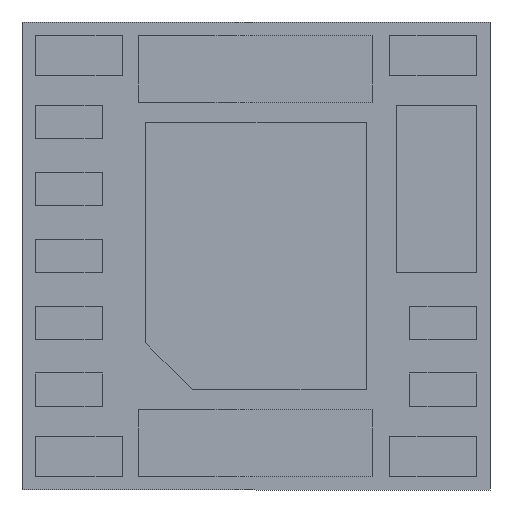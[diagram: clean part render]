
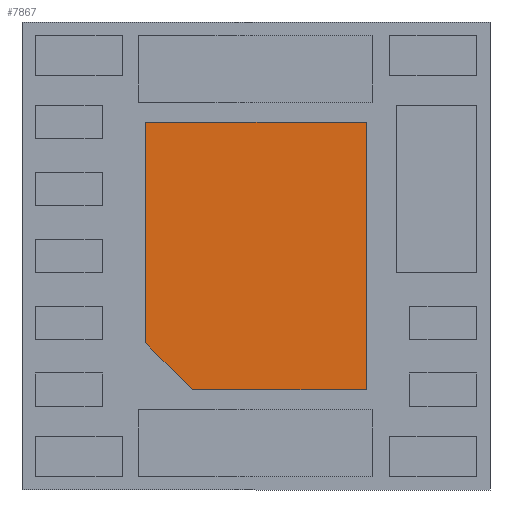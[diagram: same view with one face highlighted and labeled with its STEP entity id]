
A CAD part, front view. The second image highlights one B-rep face of the part: STEP entity #7867.
In plain terms, the highlighted planar face has unit normal (0, -1, 0).
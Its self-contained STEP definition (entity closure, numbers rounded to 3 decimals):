
#495 = EDGE_LOOP ( 'NONE', ( #5845, #7192, #2069, #6238, #6814 ) ) ;
#514 = LINE ( 'NONE', #3449, #5687 ) ;
#1007 = CARTESIAN_POINT ( 'NONE',  ( 0.825, 0., -1. ) ) ;
#1233 = VERTEX_POINT ( 'NONE', #1665 ) ;
#1665 = CARTESIAN_POINT ( 'NONE',  ( -0.475, 0., -1. ) ) ;
#1762 = VERTEX_POINT ( 'NONE', #7418 ) ;
#1832 = DIRECTION ( 'NONE',  ( 0., 0., -1. ) ) ;
#1833 = VECTOR ( 'NONE', #3101, 1000. ) ;
#2069 = ORIENTED_EDGE ( 'NONE', *, *, #3448, .T. ) ;
#2180 = VERTEX_POINT ( 'NONE', #6350 ) ;
#2420 = DIRECTION ( 'NONE',  ( 0., 0., 1. ) ) ;
#2535 = CARTESIAN_POINT ( 'NONE',  ( 0., 0., 0. ) ) ;
#2632 = VERTEX_POINT ( 'NONE', #1007 ) ;
#3101 = DIRECTION ( 'NONE',  ( -1., 0., 0. ) ) ;
#3365 = EDGE_CURVE ( 'NONE', #1233, #2632, #4098, .T. ) ;
#3448 = EDGE_CURVE ( 'NONE', #2180, #1762, #6888, .T. ) ;
#3449 = CARTESIAN_POINT ( 'NONE',  ( -0.475, 0., -1. ) ) ;
#3453 = DIRECTION ( 'NONE',  ( 1., 0., 0. ) ) ;
#3493 = VERTEX_POINT ( 'NONE', #5069 ) ;
#3516 = LINE ( 'NONE', #4807, #4475 ) ;
#3613 = PLANE ( 'NONE',  #7738 ) ;
#3996 = VECTOR ( 'NONE', #1832, 1000. ) ;
#4055 = DIRECTION ( 'NONE',  ( 0.707, 0., -0.707 ) ) ;
#4098 = LINE ( 'NONE', #7712, #6059 ) ;
#4183 = DIRECTION ( 'NONE',  ( 0., 1., 0. ) ) ;
#4333 = FACE_OUTER_BOUND ( 'NONE', #495, .T. ) ;
#4475 = VECTOR ( 'NONE', #7882, 1000. ) ;
#4807 = CARTESIAN_POINT ( 'NONE',  ( 0.825, 0., -1. ) ) ;
#5069 = CARTESIAN_POINT ( 'NONE',  ( -0.825, 0., -0.65 ) ) ;
#5195 = EDGE_CURVE ( 'NONE', #2632, #2180, #3516, .T. ) ;
#5497 = CARTESIAN_POINT ( 'NONE',  ( 0.825, 0., 1. ) ) ;
#5687 = VECTOR ( 'NONE', #4055, 1000. ) ;
#5845 = ORIENTED_EDGE ( 'NONE', *, *, #3365, .T. ) ;
#6059 = VECTOR ( 'NONE', #3453, 1000. ) ;
#6238 = ORIENTED_EDGE ( 'NONE', *, *, #6915, .T. ) ;
#6350 = CARTESIAN_POINT ( 'NONE',  ( 0.825, 0., 1. ) ) ;
#6517 = CARTESIAN_POINT ( 'NONE',  ( -0.825, 0., -0.65 ) ) ;
#6814 = ORIENTED_EDGE ( 'NONE', *, *, #7751, .T. ) ;
#6888 = LINE ( 'NONE', #5497, #1833 ) ;
#6915 = EDGE_CURVE ( 'NONE', #1762, #3493, #7231, .T. ) ;
#7192 = ORIENTED_EDGE ( 'NONE', *, *, #5195, .T. ) ;
#7231 = LINE ( 'NONE', #6517, #3996 ) ;
#7418 = CARTESIAN_POINT ( 'NONE',  ( -0.825, 0., 1. ) ) ;
#7712 = CARTESIAN_POINT ( 'NONE',  ( 0.825, 0., -1. ) ) ;
#7738 = AXIS2_PLACEMENT_3D ( 'NONE', #2535, #4183, #2420 ) ;
#7751 = EDGE_CURVE ( 'NONE', #3493, #1233, #514, .T. ) ;
#7867 = ADVANCED_FACE ( 'NONE', ( #4333 ), #3613, .F. ) ;
#7882 = DIRECTION ( 'NONE',  ( 0., 0., 1. ) ) ;
